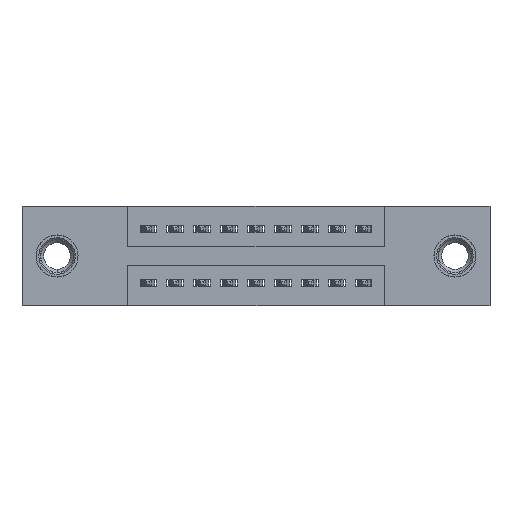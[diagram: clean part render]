
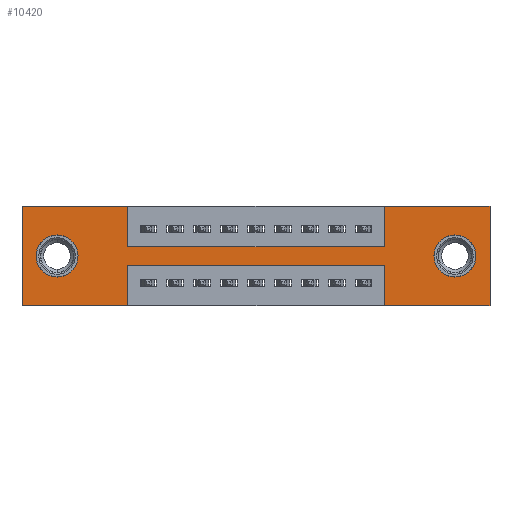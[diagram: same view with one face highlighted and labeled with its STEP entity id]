
A CAD part, front view. The second image highlights one B-rep face of the part: STEP entity #10420.
In plain terms, the highlighted planar face has unit normal (0, -1, 0).
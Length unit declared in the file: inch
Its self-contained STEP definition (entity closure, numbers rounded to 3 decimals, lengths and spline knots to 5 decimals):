
#35 = AXIS2_PLACEMENT_3D ( 'NONE', #2800, #9661, #12639 ) ;
#57 = DIRECTION ( 'NONE',  ( 0., 0., 1. ) ) ;
#132 = CARTESIAN_POINT ( 'NONE',  ( 1.735, 0., 0. ) ) ;
#232 = VECTOR ( 'NONE', #10882, 39.37008 ) ;
#354 = EDGE_CURVE ( 'NONE', #10801, #9553, #5723, .T. ) ;
#839 = CARTESIAN_POINT ( 'NONE',  ( 1.3425, 0., -0.22 ) ) ;
#899 = EDGE_CURVE ( 'NONE', #4490, #11616, #1132, .T. ) ;
#988 = CARTESIAN_POINT ( 'NONE',  ( 1.3425, 0., 0. ) ) ;
#1015 = ORIENTED_EDGE ( 'NONE', *, *, #1584, .T. ) ;
#1132 = CIRCLE ( 'NONE', #5266, 0.078 ) ;
#1161 = CARTESIAN_POINT ( 'NONE',  ( 1.605, 0., -0.185 ) ) ;
#1173 = CARTESIAN_POINT ( 'NONE',  ( 1.605, 0., -0.107 ) ) ;
#1182 = DIRECTION ( 'NONE',  ( 0., 0., -1. ) ) ;
#1423 = CARTESIAN_POINT ( 'NONE',  ( 1.735, 0., -0.37 ) ) ;
#1584 = EDGE_CURVE ( 'NONE', #2838, #4371, #10165, .T. ) ;
#1606 = ORIENTED_EDGE ( 'NONE', *, *, #6815, .F. ) ;
#1616 = ORIENTED_EDGE ( 'NONE', *, *, #10080, .F. ) ;
#1675 = FACE_BOUND ( 'NONE', #5454, .T. ) ;
#1810 = CARTESIAN_POINT ( 'NONE',  ( 1.3425, 0., -0.37 ) ) ;
#1843 = ORIENTED_EDGE ( 'NONE', *, *, #5849, .F. ) ;
#1847 = LINE ( 'NONE', #8421, #4732 ) ;
#1864 = CARTESIAN_POINT ( 'NONE',  ( 0.3925, 0., -0.15 ) ) ;
#1942 = ORIENTED_EDGE ( 'NONE', *, *, #11445, .F. ) ;
#2136 = DIRECTION ( 'NONE',  ( 0., 0., 1. ) ) ;
#2310 = EDGE_CURVE ( 'NONE', #6251, #7205, #12286, .T. ) ;
#2372 = ORIENTED_EDGE ( 'NONE', *, *, #9663, .T. ) ;
#2465 = ORIENTED_EDGE ( 'NONE', *, *, #354, .F. ) ;
#2508 = EDGE_CURVE ( 'NONE', #4371, #2838, #3698, .T. ) ;
#2517 = VECTOR ( 'NONE', #5989, 39.37008 ) ;
#2520 = EDGE_CURVE ( 'NONE', #4996, #5097, #11232, .T. ) ;
#2552 = VECTOR ( 'NONE', #6771, 39.37008 ) ;
#2571 = VERTEX_POINT ( 'NONE', #4896 ) ;
#2799 = ORIENTED_EDGE ( 'NONE', *, *, #2520, .F. ) ;
#2800 = CARTESIAN_POINT ( 'NONE',  ( 0.13, 0., -0.185 ) ) ;
#2838 = VERTEX_POINT ( 'NONE', #11257 ) ;
#2971 = DIRECTION ( 'NONE',  ( 0., 0., -1. ) ) ;
#3353 = FACE_OUTER_BOUND ( 'NONE', #9576, .T. ) ;
#3392 = CARTESIAN_POINT ( 'NONE',  ( 0., 0., -0.37 ) ) ;
#3416 = EDGE_CURVE ( 'NONE', #8333, #6251, #1847, .T. ) ;
#3663 = FACE_BOUND ( 'NONE', #12536, .T. ) ;
#3698 = CIRCLE ( 'NONE', #8341, 0.078 ) ;
#4089 = VERTEX_POINT ( 'NONE', #7557 ) ;
#4111 = DIRECTION ( 'NONE',  ( 0., 1., 0. ) ) ;
#4338 = CARTESIAN_POINT ( 'NONE',  ( 0.3925, 0., -0.22 ) ) ;
#4371 = VERTEX_POINT ( 'NONE', #5593 ) ;
#4490 = VERTEX_POINT ( 'NONE', #1173 ) ;
#4576 = CARTESIAN_POINT ( 'NONE',  ( 1.3425, 0., -0.15 ) ) ;
#4675 = CARTESIAN_POINT ( 'NONE',  ( 0.13, 0., -0.185 ) ) ;
#4721 = CARTESIAN_POINT ( 'NONE',  ( 1.605, 0., -0.263 ) ) ;
#4732 = VECTOR ( 'NONE', #12146, 39.37008 ) ;
#4790 = DIRECTION ( 'NONE',  ( 1., 0., 0. ) ) ;
#4854 = DIRECTION ( 'NONE',  ( 0., 1., 0. ) ) ;
#4896 = CARTESIAN_POINT ( 'NONE',  ( 0.3925, 0., -0.37 ) ) ;
#4996 = VERTEX_POINT ( 'NONE', #1810 ) ;
#5085 = LINE ( 'NONE', #11101, #2517 ) ;
#5097 = VERTEX_POINT ( 'NONE', #839 ) ;
#5266 = AXIS2_PLACEMENT_3D ( 'NONE', #1161, #4854, #6983 ) ;
#5328 = CIRCLE ( 'NONE', #11274, 0.078 ) ;
#5364 = DIRECTION ( 'NONE',  ( -1., 0., 0. ) ) ;
#5454 = EDGE_LOOP ( 'NONE', ( #10564, #2372 ) ) ;
#5593 = CARTESIAN_POINT ( 'NONE',  ( 0.13, 0., -0.263 ) ) ;
#5723 = LINE ( 'NONE', #6889, #232 ) ;
#5849 = EDGE_CURVE ( 'NONE', #10637, #4996, #10553, .T. ) ;
#5975 = VECTOR ( 'NONE', #11757, 39.37008 ) ;
#5989 = DIRECTION ( 'NONE',  ( 1., 0., 0. ) ) ;
#6247 = VERTEX_POINT ( 'NONE', #12388 ) ;
#6251 = VERTEX_POINT ( 'NONE', #11448 ) ;
#6353 = CARTESIAN_POINT ( 'NONE',  ( 0., 0., -0.37 ) ) ;
#6420 = CARTESIAN_POINT ( 'NONE',  ( 1.3425, 0., 0. ) ) ;
#6632 = LINE ( 'NONE', #8097, #12312 ) ;
#6727 = LINE ( 'NONE', #988, #9375 ) ;
#6771 = DIRECTION ( 'NONE',  ( -1., 0., 0. ) ) ;
#6773 = LINE ( 'NONE', #10352, #9549 ) ;
#6815 = EDGE_CURVE ( 'NONE', #2571, #10778, #9441, .T. ) ;
#6870 = DIRECTION ( 'NONE',  ( 0., 0., 1. ) ) ;
#6889 = CARTESIAN_POINT ( 'NONE',  ( 0., 0., 0. ) ) ;
#6982 = CARTESIAN_POINT ( 'NONE',  ( 1.3425, 0., -0.37 ) ) ;
#6983 = DIRECTION ( 'NONE',  ( 0., 0., -1. ) ) ;
#7111 = VECTOR ( 'NONE', #10344, 39.37008 ) ;
#7205 = VERTEX_POINT ( 'NONE', #4576 ) ;
#7353 = LINE ( 'NONE', #12340, #10458 ) ;
#7557 = CARTESIAN_POINT ( 'NONE',  ( 0., 0., 0. ) ) ;
#7816 = EDGE_CURVE ( 'NONE', #9553, #10637, #6773, .T. ) ;
#7986 = VECTOR ( 'NONE', #4790, 39.37008 ) ;
#8097 = CARTESIAN_POINT ( 'NONE',  ( 0., 0., 0. ) ) ;
#8328 = ORIENTED_EDGE ( 'NONE', *, *, #2310, .F. ) ;
#8333 = VERTEX_POINT ( 'NONE', #12422 ) ;
#8341 = AXIS2_PLACEMENT_3D ( 'NONE', #4675, #11576, #57 ) ;
#8383 = ORIENTED_EDGE ( 'NONE', *, *, #3416, .F. ) ;
#8421 = CARTESIAN_POINT ( 'NONE',  ( 0.3925, 0., 0. ) ) ;
#8456 = LINE ( 'NONE', #4338, #11233 ) ;
#8567 = CARTESIAN_POINT ( 'NONE',  ( 0., 0., -0.37 ) ) ;
#8706 = DIRECTION ( 'NONE',  ( 0., -1., 0. ) ) ;
#9375 = VECTOR ( 'NONE', #6870, 39.37008 ) ;
#9441 = LINE ( 'NONE', #6353, #7111 ) ;
#9485 = ORIENTED_EDGE ( 'NONE', *, *, #12395, .F. ) ;
#9549 = VECTOR ( 'NONE', #11207, 39.37008 ) ;
#9553 = VERTEX_POINT ( 'NONE', #132 ) ;
#9576 = EDGE_LOOP ( 'NONE', ( #1616, #9485, #2799, #1843, #10330, #2465, #10364, #8328, #8383, #10508, #1942, #1606 ) ) ;
#9661 = DIRECTION ( 'NONE',  ( 0., 1., 0. ) ) ;
#9663 = EDGE_CURVE ( 'NONE', #11616, #4490, #5328, .T. ) ;
#9814 = ORIENTED_EDGE ( 'NONE', *, *, #2508, .T. ) ;
#9849 = CARTESIAN_POINT ( 'NONE',  ( 1.605, 0., -0.185 ) ) ;
#10080 = EDGE_CURVE ( 'NONE', #6247, #2571, #7353, .T. ) ;
#10165 = CIRCLE ( 'NONE', #35, 0.078 ) ;
#10330 = ORIENTED_EDGE ( 'NONE', *, *, #7816, .F. ) ;
#10344 = DIRECTION ( 'NONE',  ( -1., 0., 0. ) ) ;
#10352 = CARTESIAN_POINT ( 'NONE',  ( 1.735, 0., 0. ) ) ;
#10364 = ORIENTED_EDGE ( 'NONE', *, *, #12592, .F. ) ;
#10420 = ADVANCED_FACE ( 'NONE', ( #1675, #3663, #3353 ), #11667, .T. ) ;
#10458 = VECTOR ( 'NONE', #10474, 39.37008 ) ;
#10474 = DIRECTION ( 'NONE',  ( 0., 0., -1. ) ) ;
#10508 = ORIENTED_EDGE ( 'NONE', *, *, #11211, .F. ) ;
#10553 = LINE ( 'NONE', #8567, #2552 ) ;
#10564 = ORIENTED_EDGE ( 'NONE', *, *, #899, .T. ) ;
#10637 = VERTEX_POINT ( 'NONE', #1423 ) ;
#10778 = VERTEX_POINT ( 'NONE', #3392 ) ;
#10801 = VERTEX_POINT ( 'NONE', #6420 ) ;
#10882 = DIRECTION ( 'NONE',  ( 1., 0., 0. ) ) ;
#11101 = CARTESIAN_POINT ( 'NONE',  ( 0., 0., 0. ) ) ;
#11207 = DIRECTION ( 'NONE',  ( 0., 0., -1. ) ) ;
#11211 = EDGE_CURVE ( 'NONE', #4089, #8333, #5085, .T. ) ;
#11232 = LINE ( 'NONE', #6982, #5975 ) ;
#11233 = VECTOR ( 'NONE', #5364, 39.37008 ) ;
#11257 = CARTESIAN_POINT ( 'NONE',  ( 0.13, 0., -0.107 ) ) ;
#11274 = AXIS2_PLACEMENT_3D ( 'NONE', #9849, #4111, #1182 ) ;
#11445 = EDGE_CURVE ( 'NONE', #10778, #4089, #6632, .T. ) ;
#11448 = CARTESIAN_POINT ( 'NONE',  ( 0.3925, 0., -0.15 ) ) ;
#11576 = DIRECTION ( 'NONE',  ( 0., 1., 0. ) ) ;
#11616 = VERTEX_POINT ( 'NONE', #4721 ) ;
#11667 = PLANE ( 'NONE',  #11696 ) ;
#11696 = AXIS2_PLACEMENT_3D ( 'NONE', #12606, #8706, #2971 ) ;
#11757 = DIRECTION ( 'NONE',  ( 0., 0., 1. ) ) ;
#12146 = DIRECTION ( 'NONE',  ( 0., 0., -1. ) ) ;
#12286 = LINE ( 'NONE', #1864, #7986 ) ;
#12312 = VECTOR ( 'NONE', #2136, 39.37008 ) ;
#12340 = CARTESIAN_POINT ( 'NONE',  ( 0.3925, 0., -0.37 ) ) ;
#12388 = CARTESIAN_POINT ( 'NONE',  ( 0.3925, 0., -0.22 ) ) ;
#12395 = EDGE_CURVE ( 'NONE', #5097, #6247, #8456, .T. ) ;
#12422 = CARTESIAN_POINT ( 'NONE',  ( 0.3925, 0., 0. ) ) ;
#12536 = EDGE_LOOP ( 'NONE', ( #1015, #9814 ) ) ;
#12592 = EDGE_CURVE ( 'NONE', #7205, #10801, #6727, .T. ) ;
#12606 = CARTESIAN_POINT ( 'NONE',  ( 0., 0., -0.37 ) ) ;
#12639 = DIRECTION ( 'NONE',  ( 0., 0., 1. ) ) ;
